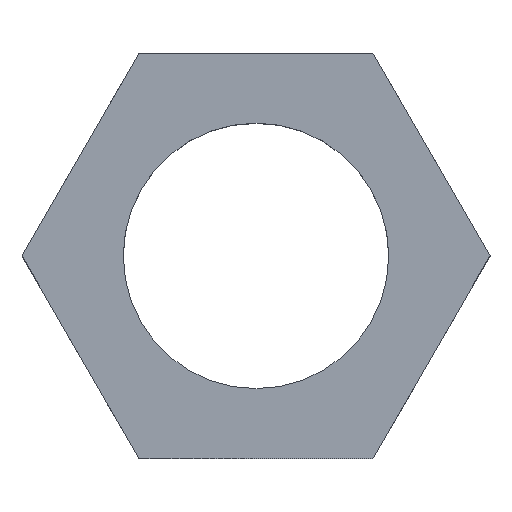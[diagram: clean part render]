
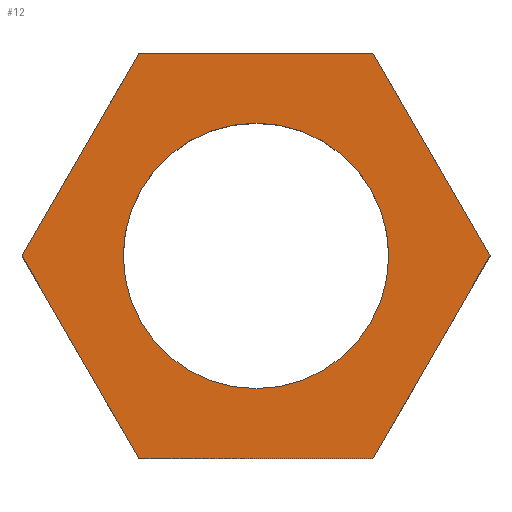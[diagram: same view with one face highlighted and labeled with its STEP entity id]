
A CAD part, top view. The second image highlights one B-rep face of the part: STEP entity #12.
In plain terms, the highlighted planar face has unit normal (0, 0, 1).
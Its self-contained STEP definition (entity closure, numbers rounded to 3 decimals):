
#12 = ADVANCED_FACE ( 'NONE', ( #244, #243 ), #247, .F. ) ;
#13 = EDGE_LOOP ( 'NONE', ( #67, #68 ) ) ;
#14 = VERTEX_POINT ( 'NONE', #234 ) ;
#47 = ORIENTED_EDGE ( 'NONE', *, *, #48, .T. ) ;
#48 = EDGE_CURVE ( 'NONE', #112, #49, #301, .T. ) ;
#49 = VERTEX_POINT ( 'NONE', #311 ) ;
#55 = ORIENTED_EDGE ( 'NONE', *, *, #56, .T. ) ;
#56 = EDGE_CURVE ( 'NONE', #73, #112, #266, .T. ) ;
#57 = ORIENTED_EDGE ( 'NONE', *, *, #58, .T. ) ;
#58 = EDGE_CURVE ( 'NONE', #49, #59, #383, .T. ) ;
#59 = VERTEX_POINT ( 'NONE', #385 ) ;
#60 = ORIENTED_EDGE ( 'NONE', *, *, #61, .T. ) ;
#61 = EDGE_CURVE ( 'NONE', #59, #62, #388, .T. ) ;
#62 = VERTEX_POINT ( 'NONE', #365 ) ;
#63 = ORIENTED_EDGE ( 'NONE', *, *, #64, .T. ) ;
#64 = EDGE_CURVE ( 'NONE', #62, #72, #382, .T. ) ;
#67 = ORIENTED_EDGE ( 'NONE', *, *, #74, .F. ) ;
#68 = ORIENTED_EDGE ( 'NONE', *, *, #98, .F. ) ;
#69 = EDGE_LOOP ( 'NONE', ( #71, #55, #47, #57, #60, #63 ) ) ;
#70 = EDGE_CURVE ( 'NONE', #72, #73, #352, .T. ) ;
#71 = ORIENTED_EDGE ( 'NONE', *, *, #70, .T. ) ;
#72 = VERTEX_POINT ( 'NONE', #353 ) ;
#73 = VERTEX_POINT ( 'NONE', #347 ) ;
#74 = EDGE_CURVE ( 'NONE', #14, #101, #337, .T. ) ;
#98 = EDGE_CURVE ( 'NONE', #101, #14, #401, .T. ) ;
#101 = VERTEX_POINT ( 'NONE', #406 ) ;
#112 = VERTEX_POINT ( 'NONE', #419 ) ;
#217 = DIRECTION ( 'NONE',  ( -1., 0., 0. ) ) ;
#218 = DIRECTION ( 'NONE',  ( 0., 0., -1. ) ) ;
#219 = AXIS2_PLACEMENT_3D ( 'NONE', #246, #218, #217 ) ;
#234 = CARTESIAN_POINT ( 'NONE',  ( 10.477, 0., 4.5 ) ) ;
#243 = FACE_OUTER_BOUND ( 'NONE', #69, .T. ) ;
#244 = FACE_BOUND ( 'NONE', #13, .T. ) ;
#246 = CARTESIAN_POINT ( 'NONE',  ( 0., 18.475, 4.5 ) ) ;
#247 = PLANE ( 'NONE',  #219 ) ;
#265 = CARTESIAN_POINT ( 'NONE',  ( 9.238, 16., 4.5 ) ) ;
#266 = LINE ( 'NONE', #265, #278 ) ;
#272 = DIRECTION ( 'NONE',  ( -1., 0., 0. ) ) ;
#278 = VECTOR ( 'NONE', #272, 1000. ) ;
#298 = DIRECTION ( 'NONE',  ( -0.5, -0.866, 0. ) ) ;
#299 = VECTOR ( 'NONE', #298, 1000. ) ;
#300 = CARTESIAN_POINT ( 'NONE',  ( -9.238, 16., 4.5 ) ) ;
#301 = LINE ( 'NONE', #300, #299 ) ;
#311 = CARTESIAN_POINT ( 'NONE',  ( -18.475, 0., 4.5 ) ) ;
#326 = CARTESIAN_POINT ( 'NONE',  ( -18.475, 0., 4.5 ) ) ;
#327 = DIRECTION ( 'NONE',  ( 0.5, 0.866, 0. ) ) ;
#328 = CARTESIAN_POINT ( 'NONE',  ( 9.238, -16., 4.5 ) ) ;
#333 = DIRECTION ( 'NONE',  ( 1., 0., 0. ) ) ;
#334 = DIRECTION ( 'NONE',  ( 0., 0., 1. ) ) ;
#335 = CARTESIAN_POINT ( 'NONE',  ( 0., 0., 4.5 ) ) ;
#336 = AXIS2_PLACEMENT_3D ( 'NONE', #335, #334, #333 ) ;
#337 = CIRCLE ( 'NONE', #336, 10.477 ) ;
#347 = CARTESIAN_POINT ( 'NONE',  ( 9.238, 16., 4.5 ) ) ;
#348 = DIRECTION ( 'NONE',  ( -0.5, 0.866, 0. ) ) ;
#349 = VECTOR ( 'NONE', #348, 1000. ) ;
#350 = DIRECTION ( 'NONE',  ( 0.5, -0.866, 0. ) ) ;
#351 = CARTESIAN_POINT ( 'NONE',  ( 18.475, 0., 4.5 ) ) ;
#352 = LINE ( 'NONE', #351, #349 ) ;
#353 = CARTESIAN_POINT ( 'NONE',  ( 18.475, 0., 4.5 ) ) ;
#356 = VECTOR ( 'NONE', #327, 1000. ) ;
#365 = CARTESIAN_POINT ( 'NONE',  ( 9.238, -16., 4.5 ) ) ;
#381 = DIRECTION ( 'NONE',  ( 1., 0., 0. ) ) ;
#382 = LINE ( 'NONE', #328, #356 ) ;
#383 = LINE ( 'NONE', #326, #384 ) ;
#384 = VECTOR ( 'NONE', #350, 1000. ) ;
#385 = CARTESIAN_POINT ( 'NONE',  ( -9.238, -16., 4.5 ) ) ;
#386 = VECTOR ( 'NONE', #381, 1000. ) ;
#387 = CARTESIAN_POINT ( 'NONE',  ( -9.238, -16., 4.5 ) ) ;
#388 = LINE ( 'NONE', #387, #386 ) ;
#396 = DIRECTION ( 'NONE',  ( 1., 0., 0. ) ) ;
#397 = DIRECTION ( 'NONE',  ( 0., 0., 1. ) ) ;
#398 = CARTESIAN_POINT ( 'NONE',  ( 0., 0., 4.5 ) ) ;
#399 = AXIS2_PLACEMENT_3D ( 'NONE', #398, #397, #396 ) ;
#401 = CIRCLE ( 'NONE', #399, 10.477 ) ;
#406 = CARTESIAN_POINT ( 'NONE',  ( -10.477, 0., 4.5 ) ) ;
#419 = CARTESIAN_POINT ( 'NONE',  ( -9.238, 16., 4.5 ) ) ;
